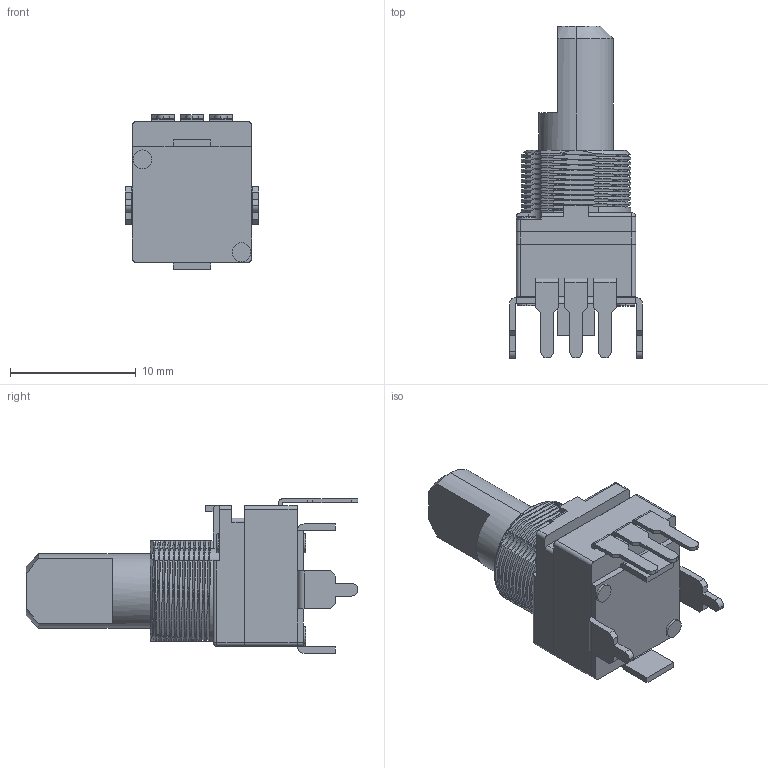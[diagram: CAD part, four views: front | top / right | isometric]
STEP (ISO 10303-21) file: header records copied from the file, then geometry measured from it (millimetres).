
FILE_DESCRIPTION (( 'STEP AP214' ), '1' );
FILE_NAME ('Potentiometer.STEP', '2015-08-02T13:37:17', ( '' ), ( '' ), 'SwSTEP 2.0', 'SolidWorks 2012', '' );
FILE_SCHEMA (( 'AUTOMOTIVE_DESIGN' ));
Length unit declared in the file: millimetre
Products named in the file (1): Potentiometer
Bounding box: 10.6 x 26.45 x 12.3 mm (x, y, z)
Volume: 1274.2 mm3; surface area: 1174 mm2
Topology: 1 solids, 1 shells, 311 faces, 921 edges, 633 vertices
Faces by surface type: plane 164, cylinder 123, torus 12, cone 8, sphere 2, bspline 2
Entity records: 16010 total; most frequent: CARTESIAN_POINT 4735, ORIENTED_EDGE 1838, DIRECTION 1381, EDGE_CURVE 919, VERTEX_POINT 633, VECTOR 473, LINE 473, AXIS2_PLACEMENT_3D 454
